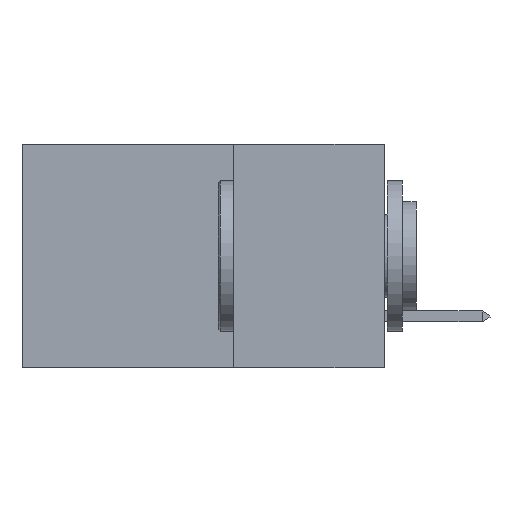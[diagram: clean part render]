
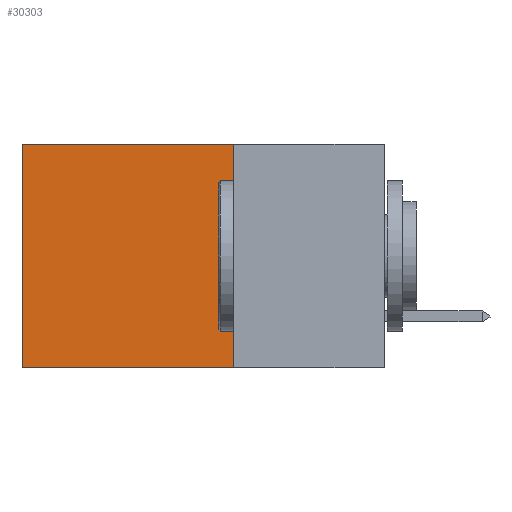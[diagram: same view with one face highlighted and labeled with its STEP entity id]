
A CAD part, left-side view. The second image highlights one B-rep face of the part: STEP entity #30303.
In plain terms, the highlighted planar face has unit normal (-1, 0, 0).
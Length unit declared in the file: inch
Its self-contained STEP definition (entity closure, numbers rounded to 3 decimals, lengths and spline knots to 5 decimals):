
#160 = DIRECTION ( 'NONE',  ( 0., 0., -1. ) ) ;
#2288 = EDGE_CURVE ( 'NONE', #16274, #23685, #11097, .T. ) ;
#3093 = ORIENTED_EDGE ( 'NONE', *, *, #2288, .F. ) ;
#3262 = AXIS2_PLACEMENT_3D ( 'NONE', #30676, #15415, #160 ) ;
#5627 = VECTOR ( 'NONE', #6797, 39.37008 ) ;
#5908 = CARTESIAN_POINT ( 'NONE',  ( 0.2875, 0.6, 0. ) ) ;
#6425 = CARTESIAN_POINT ( 'NONE',  ( 0.2875, 0.25, -0.37 ) ) ;
#6797 = DIRECTION ( 'NONE',  ( 0., 1., 0. ) ) ;
#7093 = FACE_OUTER_BOUND ( 'NONE', #26794, .T. ) ;
#7124 = CARTESIAN_POINT ( 'NONE',  ( 0.2875, 0.6, -0.37 ) ) ;
#8486 = DIRECTION ( 'NONE',  ( 0., 0., -1. ) ) ;
#11097 = LINE ( 'NONE', #32564, #23032 ) ;
#11300 = EDGE_CURVE ( 'NONE', #15459, #23685, #23974, .T. ) ;
#11405 = EDGE_CURVE ( 'NONE', #22443, #15459, #12441, .T. ) ;
#11854 = CARTESIAN_POINT ( 'NONE',  ( 0.2875, 0.25, 0. ) ) ;
#12441 = LINE ( 'NONE', #11854, #5627 ) ;
#15415 = DIRECTION ( 'NONE',  ( 1., 0., 0. ) ) ;
#15459 = VERTEX_POINT ( 'NONE', #20497 ) ;
#16274 = VERTEX_POINT ( 'NONE', #6425 ) ;
#17526 = CARTESIAN_POINT ( 'NONE',  ( 0.2875, 0.25, 0. ) ) ;
#18597 = ORIENTED_EDGE ( 'NONE', *, *, #20524, .F. ) ;
#20419 = PLANE ( 'NONE',  #3262 ) ;
#20497 = CARTESIAN_POINT ( 'NONE',  ( 0.2875, 0.6, 0. ) ) ;
#20524 = EDGE_CURVE ( 'NONE', #22443, #16274, #21009, .T. ) ;
#21009 = LINE ( 'NONE', #28030, #26998 ) ;
#22443 = VERTEX_POINT ( 'NONE', #17526 ) ;
#23032 = VECTOR ( 'NONE', #25856, 39.37008 ) ;
#23685 = VERTEX_POINT ( 'NONE', #7124 ) ;
#23974 = LINE ( 'NONE', #5908, #28365 ) ;
#25537 = ORIENTED_EDGE ( 'NONE', *, *, #11300, .T. ) ;
#25856 = DIRECTION ( 'NONE',  ( 0., 1., 0. ) ) ;
#26794 = EDGE_LOOP ( 'NONE', ( #25537, #3093, #18597, #27172 ) ) ;
#26998 = VECTOR ( 'NONE', #30580, 39.37008 ) ;
#27172 = ORIENTED_EDGE ( 'NONE', *, *, #11405, .T. ) ;
#28030 = CARTESIAN_POINT ( 'NONE',  ( 0.2875, 0.25, 0. ) ) ;
#28365 = VECTOR ( 'NONE', #8486, 39.37008 ) ;
#30303 = ADVANCED_FACE ( 'NONE', ( #7093 ), #20419, .F. ) ;
#30580 = DIRECTION ( 'NONE',  ( 0., 0., -1. ) ) ;
#30676 = CARTESIAN_POINT ( 'NONE',  ( 0.2875, 0.25, 0. ) ) ;
#32564 = CARTESIAN_POINT ( 'NONE',  ( 0.2875, 0.25, -0.37 ) ) ;
